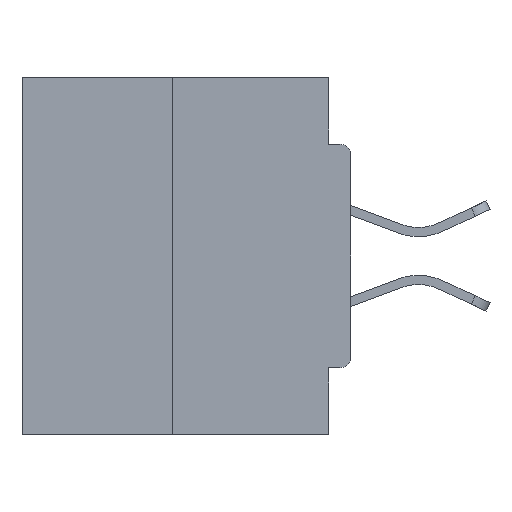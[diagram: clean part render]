
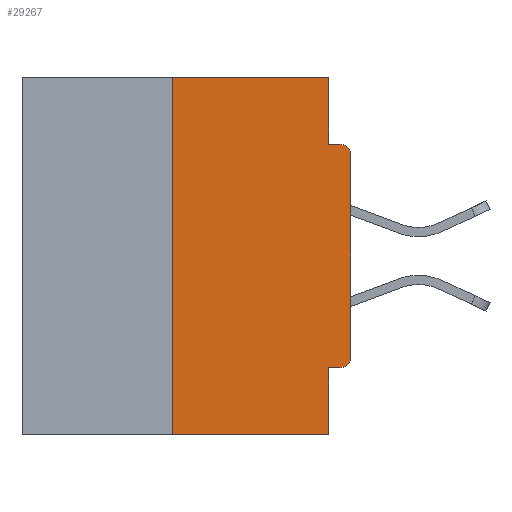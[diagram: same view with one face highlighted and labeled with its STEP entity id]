
A CAD part, left-side view. The second image highlights one B-rep face of the part: STEP entity #29267.
In plain terms, the highlighted planar face has unit normal (-1, 0, 0).
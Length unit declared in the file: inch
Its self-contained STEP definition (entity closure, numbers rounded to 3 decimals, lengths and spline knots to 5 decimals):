
#287 = DIRECTION ( 'NONE',  ( 0., -1., 0. ) ) ;
#336 = EDGE_CURVE ( 'NONE', #35396, #24856, #17019, .T. ) ;
#626 = CARTESIAN_POINT ( 'NONE',  ( 0., 0.015, -0.1085 ) ) ;
#808 = LINE ( 'NONE', #20460, #9848 ) ;
#1300 = CARTESIAN_POINT ( 'NONE',  ( 0., 0.015, -0.3915 ) ) ;
#2040 = LINE ( 'NONE', #28263, #35110 ) ;
#2067 = VERTEX_POINT ( 'NONE', #13346 ) ;
#2306 = ORIENTED_EDGE ( 'NONE', *, *, #15086, .T. ) ;
#3178 = VERTEX_POINT ( 'NONE', #29042 ) ;
#3266 = ORIENTED_EDGE ( 'NONE', *, *, #17890, .F. ) ;
#4097 = CARTESIAN_POINT ( 'NONE',  ( 0., 0., -0.4065 ) ) ;
#4480 = VERTEX_POINT ( 'NONE', #26021 ) ;
#5822 = EDGE_CURVE ( 'NONE', #30828, #32170, #33565, .T. ) ;
#6013 = ORIENTED_EDGE ( 'NONE', *, *, #24113, .F. ) ;
#6042 = CIRCLE ( 'NONE', #26384, 0.015 ) ;
#7106 = DIRECTION ( 'NONE',  ( 0., 1., 0. ) ) ;
#7345 = LINE ( 'NONE', #11456, #10796 ) ;
#8456 = CARTESIAN_POINT ( 'NONE',  ( 0., 0.46, -0.5 ) ) ;
#9200 = DIRECTION ( 'NONE',  ( 0., -1., 0. ) ) ;
#9263 = CARTESIAN_POINT ( 'NONE',  ( 0., 0.031, -0.5 ) ) ;
#9848 = VECTOR ( 'NONE', #20344, 39.37008 ) ;
#10298 = FACE_OUTER_BOUND ( 'NONE', #13888, .T. ) ;
#10796 = VECTOR ( 'NONE', #30444, 39.37008 ) ;
#11040 = CARTESIAN_POINT ( 'NONE',  ( 0., 0.46, 0. ) ) ;
#11439 = VECTOR ( 'NONE', #7106, 39.37008 ) ;
#11456 = CARTESIAN_POINT ( 'NONE',  ( 0., 0.031, 0. ) ) ;
#11460 = DIRECTION ( 'NONE',  ( 0., -1., 0. ) ) ;
#11517 = ORIENTED_EDGE ( 'NONE', *, *, #15897, .F. ) ;
#11846 = CARTESIAN_POINT ( 'NONE',  ( 0., 0.46, 0. ) ) ;
#12609 = ORIENTED_EDGE ( 'NONE', *, *, #20368, .F. ) ;
#13287 = LINE ( 'NONE', #11846, #14146 ) ;
#13346 = CARTESIAN_POINT ( 'NONE',  ( 0., 0.015, -0.0935 ) ) ;
#13634 = LINE ( 'NONE', #8456, #16233 ) ;
#13679 = DIRECTION ( 'NONE',  ( 1., 0., 0. ) ) ;
#13888 = EDGE_LOOP ( 'NONE', ( #6013, #33725, #21589, #12609, #28580, #17219, #2306, #35463, #11517, #3266 ) ) ;
#13985 = CARTESIAN_POINT ( 'NONE',  ( 0., 0., -0.1085 ) ) ;
#14146 = VECTOR ( 'NONE', #9200, 39.37008 ) ;
#14961 = CARTESIAN_POINT ( 'NONE',  ( 0., 0.015, -0.4065 ) ) ;
#15086 = EDGE_CURVE ( 'NONE', #25635, #17904, #808, .T. ) ;
#15897 = EDGE_CURVE ( 'NONE', #4480, #2067, #2040, .T. ) ;
#15911 = CARTESIAN_POINT ( 'NONE',  ( 0., 0.25, -0.5 ) ) ;
#16233 = VECTOR ( 'NONE', #287, 39.37008 ) ;
#17019 = LINE ( 'NONE', #4097, #11439 ) ;
#17219 = ORIENTED_EDGE ( 'NONE', *, *, #21182, .T. ) ;
#17369 = CARTESIAN_POINT ( 'NONE',  ( 0., 0.25, 0. ) ) ;
#17890 = EDGE_CURVE ( 'NONE', #3178, #4480, #7345, .T. ) ;
#17904 = VERTEX_POINT ( 'NONE', #13985 ) ;
#19380 = CARTESIAN_POINT ( 'NONE',  ( 0., 0.031, -0.5 ) ) ;
#19980 = DIRECTION ( 'NONE',  ( 0., 0., -1. ) ) ;
#20344 = DIRECTION ( 'NONE',  ( 0., 0., 1. ) ) ;
#20368 = EDGE_CURVE ( 'NONE', #24856, #34883, #35053, .T. ) ;
#20460 = CARTESIAN_POINT ( 'NONE',  ( 0., 0., 0. ) ) ;
#21182 = EDGE_CURVE ( 'NONE', #35396, #25635, #33732, .T. ) ;
#21589 = ORIENTED_EDGE ( 'NONE', *, *, #25014, .T. ) ;
#21615 = PLANE ( 'NONE',  #29512 ) ;
#23062 = DIRECTION ( 'NONE',  ( -1., 0., 0. ) ) ;
#23397 = CARTESIAN_POINT ( 'NONE',  ( 0., 0.25, 0. ) ) ;
#23754 = DIRECTION ( 'NONE',  ( 0., 0., 1. ) ) ;
#24113 = EDGE_CURVE ( 'NONE', #32170, #3178, #13287, .T. ) ;
#24312 = CARTESIAN_POINT ( 'NONE',  ( 0., 0.031, -0.4065 ) ) ;
#24856 = VERTEX_POINT ( 'NONE', #24312 ) ;
#25014 = EDGE_CURVE ( 'NONE', #30828, #34883, #13634, .T. ) ;
#25103 = DIRECTION ( 'NONE',  ( 0., 0., -1. ) ) ;
#25588 = DIRECTION ( 'NONE',  ( -1., 0., 0. ) ) ;
#25635 = VERTEX_POINT ( 'NONE', #30836 ) ;
#26021 = CARTESIAN_POINT ( 'NONE',  ( 0., 0.031, -0.0935 ) ) ;
#26384 = AXIS2_PLACEMENT_3D ( 'NONE', #626, #25588, #19980 ) ;
#27778 = VECTOR ( 'NONE', #25103, 39.37008 ) ;
#27948 = AXIS2_PLACEMENT_3D ( 'NONE', #1300, #23062, #34074 ) ;
#28263 = CARTESIAN_POINT ( 'NONE',  ( 0., 0., -0.0935 ) ) ;
#28580 = ORIENTED_EDGE ( 'NONE', *, *, #336, .F. ) ;
#29042 = CARTESIAN_POINT ( 'NONE',  ( 0., 0.031, 0. ) ) ;
#29267 = ADVANCED_FACE ( 'NONE', ( #10298 ), #21615, .F. ) ;
#29512 = AXIS2_PLACEMENT_3D ( 'NONE', #11040, #13679, #35388 ) ;
#30444 = DIRECTION ( 'NONE',  ( 0., 0., -1. ) ) ;
#30828 = VERTEX_POINT ( 'NONE', #15911 ) ;
#30836 = CARTESIAN_POINT ( 'NONE',  ( 0., 0., -0.3915 ) ) ;
#32170 = VERTEX_POINT ( 'NONE', #17369 ) ;
#33565 = LINE ( 'NONE', #23397, #34004 ) ;
#33725 = ORIENTED_EDGE ( 'NONE', *, *, #5822, .F. ) ;
#33732 = CIRCLE ( 'NONE', #27948, 0.015 ) ;
#34004 = VECTOR ( 'NONE', #23754, 39.37008 ) ;
#34074 = DIRECTION ( 'NONE',  ( 0., 0., -1. ) ) ;
#34865 = EDGE_CURVE ( 'NONE', #17904, #2067, #6042, .T. ) ;
#34883 = VERTEX_POINT ( 'NONE', #9263 ) ;
#35053 = LINE ( 'NONE', #19380, #27778 ) ;
#35110 = VECTOR ( 'NONE', #11460, 39.37008 ) ;
#35388 = DIRECTION ( 'NONE',  ( 0., 0., -1. ) ) ;
#35396 = VERTEX_POINT ( 'NONE', #14961 ) ;
#35463 = ORIENTED_EDGE ( 'NONE', *, *, #34865, .T. ) ;
